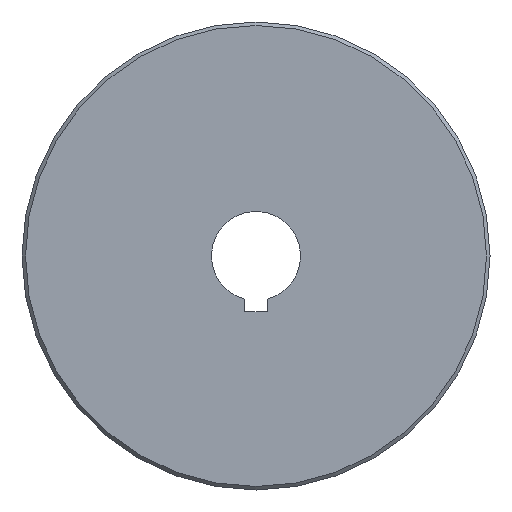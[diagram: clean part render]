
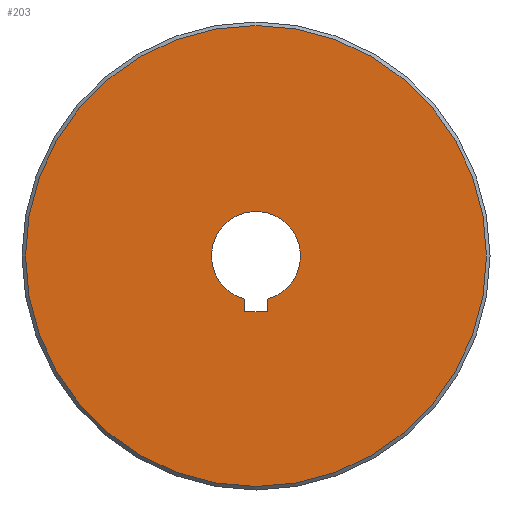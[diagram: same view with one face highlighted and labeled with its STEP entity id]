
A CAD part, front view. The second image highlights one B-rep face of the part: STEP entity #203.
In plain terms, the highlighted planar face has unit normal (0, -1, 0).
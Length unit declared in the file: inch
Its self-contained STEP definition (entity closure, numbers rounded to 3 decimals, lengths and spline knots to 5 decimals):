
#22=LINE($,#351,#32);
#23=LINE($,#352,#33);
#24=LINE($,#353,#34);
#32=VECTOR($,#288,0.128);
#33=VECTOR($,#289,0.0713);
#34=VECTOR($,#290,0.0713);
#40=PLANE($,#232);
#50=FACE_BOUND($,#84,.T.);
#62=FACE_OUTER_BOUND($,#83,.T.);
#83=EDGE_LOOP($,(#167));
#84=EDGE_LOOP($,(#168,#169,#170,#171));
#102=CIRCLE($,#224,0.251);
#107=CIRCLE($,#233,1.29875);
#117=VERTEX_POINT($,#330);
#118=VERTEX_POINT($,#332);
#123=VERTEX_POINT($,#347);
#124=VERTEX_POINT($,#349);
#125=VERTEX_POINT($,#350);
#137=EDGE_CURVE($,#117,#118,#102,.T.);
#142=EDGE_CURVE($,#123,#123,#107,.F.);
#143=EDGE_CURVE($,#124,#125,#22,.T.);
#144=EDGE_CURVE($,#124,#117,#23,.T.);
#145=EDGE_CURVE($,#125,#118,#24,.T.);
#167=ORIENTED_EDGE($,*,*,#142,.T.);
#168=ORIENTED_EDGE($,*,*,#143,.F.);
#169=ORIENTED_EDGE($,*,*,#144,.T.);
#170=ORIENTED_EDGE($,*,*,#137,.T.);
#171=ORIENTED_EDGE($,*,*,#145,.F.);
#203=ADVANCED_FACE($,(#62,#50),#40,.F.);
#224=AXIS2_PLACEMENT_3D($,#334,#268,#269);
#232=AXIS2_PLACEMENT_3D($,#346,#284,#285);
#233=AXIS2_PLACEMENT_3D($,#348,#286,#287);
#268=DIRECTION('center_axis',(0.,1.,0.));
#269=DIRECTION('ref_axis',(0.,0.,1.));
#284=DIRECTION('center_axis',(0.,1.,0.));
#285=DIRECTION('ref_axis',(0.,0.,1.));
#286=DIRECTION('center_axis',(0.,1.,0.));
#287=DIRECTION('ref_axis',(0.,0.,1.));
#288=DIRECTION($,(1.,0.,0.));
#289=DIRECTION($,(0.,0.,1.));
#290=DIRECTION($,(0.,0.,1.));
#330=CARTESIAN_POINT('',(-0.064,0.03,-0.2427));
#332=CARTESIAN_POINT('',(0.064,0.03,-0.2427));
#334=CARTESIAN_POINT('Origin',(0.,0.03,0.));
#346=CARTESIAN_POINT('Origin',(0.2,0.03,0.));
#347=CARTESIAN_POINT('',(0.,0.03,1.29875));
#348=CARTESIAN_POINT('Origin',(0.,0.03,0.));
#349=CARTESIAN_POINT('',(-0.064,0.03,-0.314));
#350=CARTESIAN_POINT('',(0.064,0.03,-0.314));
#351=CARTESIAN_POINT($,(-0.064,0.03,-0.314));
#352=CARTESIAN_POINT($,(-0.064,0.03,-0.314));
#353=CARTESIAN_POINT($,(0.064,0.03,-0.314));
